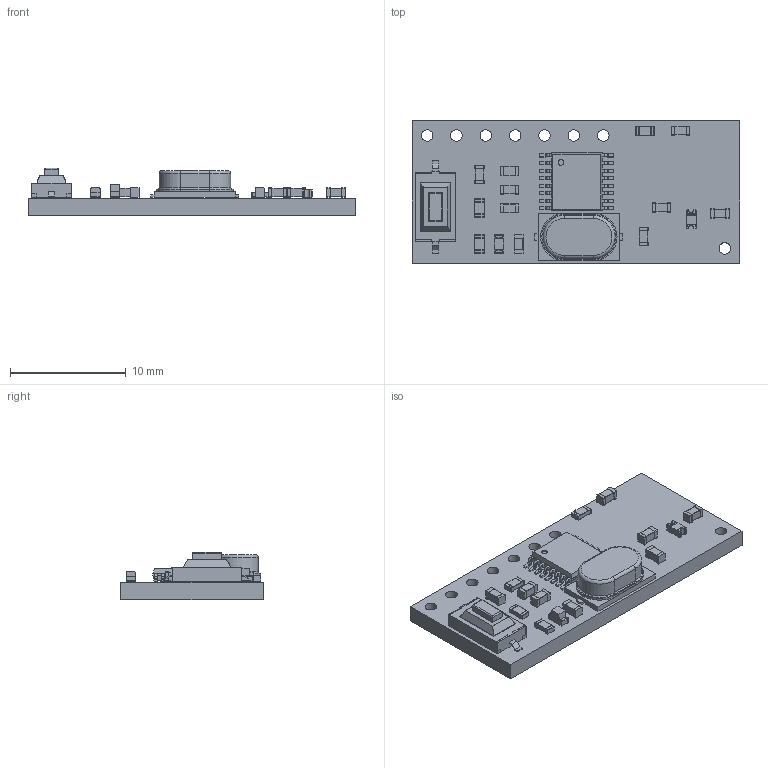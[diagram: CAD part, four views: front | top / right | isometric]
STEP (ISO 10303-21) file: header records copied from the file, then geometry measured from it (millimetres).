
FILE_DESCRIPTION(('KiCad electronic assembly'),'2;1');
FILE_NAME('RFController.step','2024-11-16T13:21:12',('Pcbnew'),('Kicad') ,'Open CASCADE STEP processor 7.8','KiCad to STEP converter','Unknown' );
FILE_SCHEMA(('AUTOMOTIVE_DESIGN { 1 0 10303 214 1 1 1 1 }'));
Length unit declared in the file: millimetre
Products named in the file (10): RFController 1; C_0603_1608Metric; R_0603_1608Metric; L_0603_1608Metric; TSSOP-16_4.4x5mm_P0.65mm; LED_0603_1608Metric; SW_SPST_CK_RS282G05A3; ECS-160-20-3X-TR; D_0603_1608Metric; RFController_PCB
Assembly tree (18 placements, depth 2):
  RFController 1
    C_0603_1608Metric  x5
    R_0603_1608Metric  x4
    L_0603_1608Metric  x3
    TSSOP-16_4.4x5mm_P0.65mm
    LED_0603_1608Metric
    SW_SPST_CK_RS282G05A3
    ECS-160-20-3X-TR
    D_0603_1608Metric
    RFController_PCB
Bounding box: 28.3 x 12.3 x 4.09 mm (x, y, z)
Volume: 628.9 mm3; surface area: 1262.1 mm2
Topology: 21 solids, 21 shells, 845 faces, 2200 edges, 1428 vertices
Faces by surface type: plane 572, cylinder 241, bspline 28, torus 4
Full cylindrical faces by diameter (mm): 0.5 x1, 1 x8
Entity records: 22296 total; most frequent: CARTESIAN_POINT 3394, ORIENTED_EDGE 3128, DIRECTION 3002, EDGE_CURVE 1564, LINE 1258, VECTOR 1258, VERTEX_POINT 1008, AXIS2_PLACEMENT_3D 872
